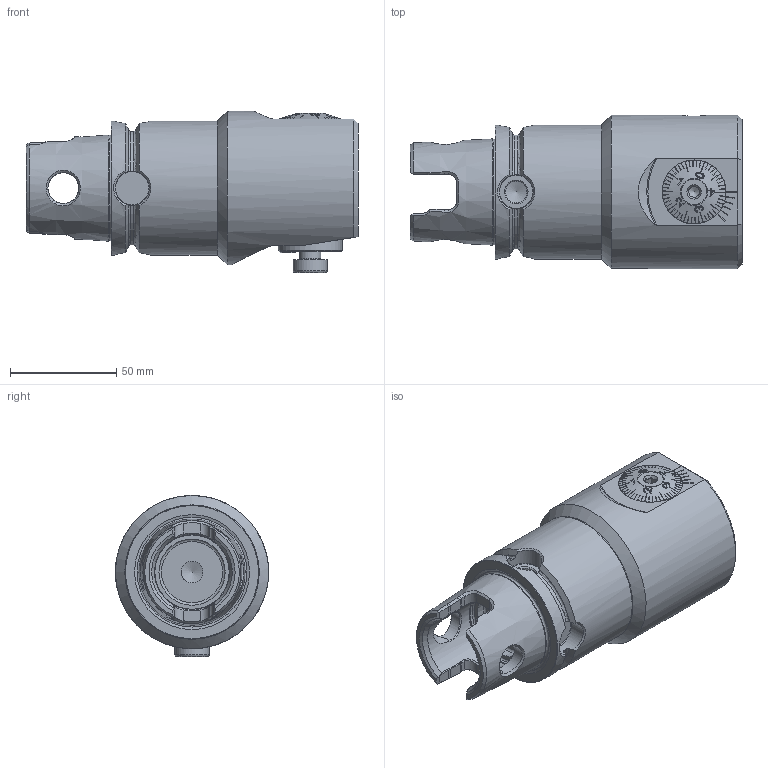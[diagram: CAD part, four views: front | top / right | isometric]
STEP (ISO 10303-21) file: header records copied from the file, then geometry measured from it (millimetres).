
FILE_DESCRIPTION (( 'STEP AP214' ), '1' );
FILE_NAME ('KU6.F72.AA4.120.STEP', '2020-08-12T09:57:20', ( '' ), ( '' ), 'SwSTEP 2.0', 'SolidWorks 2017', '' );
FILE_SCHEMA (( 'AUTOMOTIVE_DESIGN' ));
Length unit declared in the file: millimetre
Products named in the file (15): A55-BG2.013.005_C; A55-BG2.011.016_D; KU6-F72.AA3.120_A_bihrungen gef〕lt; ISO 4026 - M10 x 16; Klebstoff D10; F72-BG1.DA3.030_A; DIN 3771 - 25x1.5; F55-BG1.012.012_A; WCB-ER2.001.009_A; A55-BG2.012.006_B; DIN 7984 - M10 x 16; F72-BG2.014.020_B_mit Gewinde; F72-BG1.AA4.030; A55-BG3.011.033_A_gek〉zt; KU6.F72.AA4.120
Assembly tree (14 placements, depth 3):
  KU6.F72.AA4.120
    KU6-F72.AA3.120_A_bihrungen gef〕lt
    F72-BG1.AA4.030
      F72-BG1.DA3.030_A
      F55-BG1.012.012_A
      A55-BG2.011.016_D
      A55-BG2.013.005_C
      DIN 3771 - 25x1.5
      A55-BG2.012.006_B
      F72-BG2.014.020_B_mit Gewinde
    A55-BG3.011.033_A_gek〉zt
    Klebstoff D10
    WCB-ER2.001.009_A
    DIN 7984 - M10 x 16
    ISO 4026 - M10 x 16
Bounding box: 155.95 x 71.98 x 75.66 mm (x, y, z)
Volume: 410406.4 mm3; surface area: 70851.6 mm2
Topology: 13 solids, 13 shells, 715 faces, 1892 edges, 1219 vertices
Faces by surface type: plane 344, cone 134, cylinder 108, bspline 87, torus 41, sphere 1
Full cylindrical faces by diameter (mm): 2.5 x3, 3.3 x2, 4 x1, 4.2 x5, 5 x1, 5.25 x1, 8 x2, 8.5 x2, 9.95 x1, 10 x4, 10.1 x1, 10.2 x1, 11.4 x1, 11.5 x1, 11.6 x1, 11.95 x1, 12 x4, 12.1 x1, 12.4 x1, 13 x1, 14 x2, 14.5 x2, 16 x1, 16.055 x4, 18 x1, 20 x1, 22 x1, 25 x3, 29.9 x1, 29.98 x1
Entity records: 34487 total; most frequent: CARTESIAN_POINT 15284, ORIENTED_EDGE 3396, DIRECTION 2592, EDGE_CURVE 1698, VERTEX_POINT 1170, AXIS2_PLACEMENT_3D 1024, EDGE_LOOP 904, FACE_OUTER_BOUND 808
